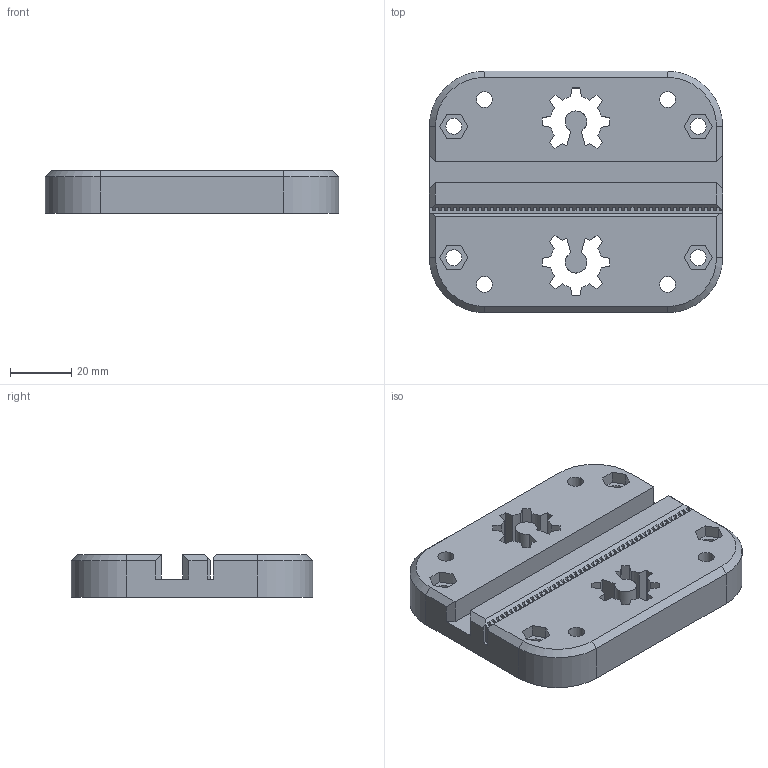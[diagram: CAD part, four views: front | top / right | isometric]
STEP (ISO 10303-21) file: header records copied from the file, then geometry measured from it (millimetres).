
FILE_DESCRIPTION(('FreeCAD Model'),'2;1');
FILE_NAME('Open CASCADE Shape Model','2022-02-01T11:34:30',('Author'),( ''),'Open CASCADE STEP processor 7.5','FreeCAD','Unknown');
FILE_SCHEMA(('AUTOMOTIVE_DESIGN { 1 0 10303 214 1 1 1 1 }'));
Length unit declared in the file: millimetre
Products named in the file (1): Cut029009
Bounding box: 96 x 79 x 14 mm (x, y, z)
Volume: 85417.8 mm3; surface area: 26094.6 mm2
Topology: 1 solids, 1 shells, 356 faces, 1027 edges, 681 vertices
Faces by surface type: plane 276, bspline 64, cylinder 12, cone 4
Full cylindrical faces by diameter (mm): 5.2 x8
Entity records: 25691 total; most frequent: CARTESIAN_POINT 6691, DIRECTION 2725, LINE 2067, VECTOR 2067, ORIENTED_EDGE 2054, PCURVE 2054, DEFINITIONAL_REPRESENTATION 2054, EDGE_CURVE 1027
